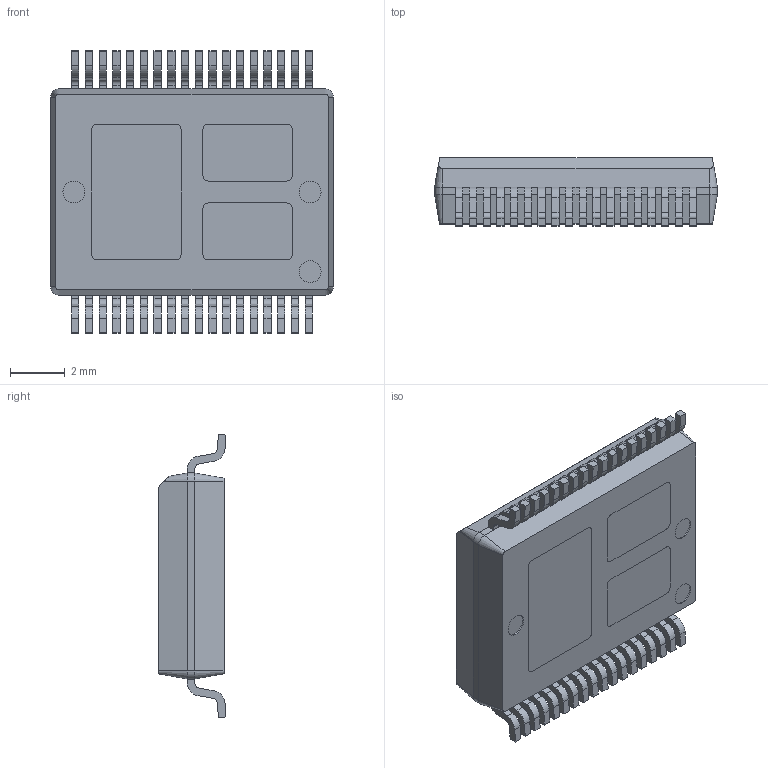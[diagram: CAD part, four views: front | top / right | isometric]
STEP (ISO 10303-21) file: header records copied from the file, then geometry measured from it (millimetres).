
FILE_DESCRIPTION (( 'STEP AP214' ), '1' );
FILE_NAME ('VNH5050A-E.STEP', '2019-05-19T08:11:11', ( '' ), ( '' ), 'SwSTEP 2.0', 'SolidWorks 2017', '' );
FILE_SCHEMA (( 'AUTOMOTIVE_DESIGN' ));
Length unit declared in the file: millimetre
Products named in the file (1): VNH5050A-E
Bounding box: 10.3 x 2.47 x 10.3 mm (x, y, z)
Volume: 183.1 mm3; surface area: 375.9 mm2
Topology: 40 solids, 40 shells, 606 faces, 1535 edges, 1018 vertices
Faces by surface type: plane 414, cylinder 184, cone 8
Entity records: 18570 total; most frequent: CARTESIAN_POINT 3166, DIRECTION 3121, ORIENTED_EDGE 3070, EDGE_CURVE 1535, LINE 1159, VECTOR 1159, VERTEX_POINT 1018, AXIS2_PLACEMENT_3D 981
